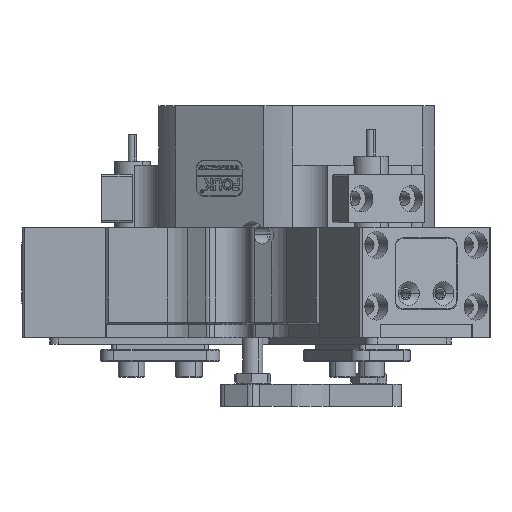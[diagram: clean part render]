
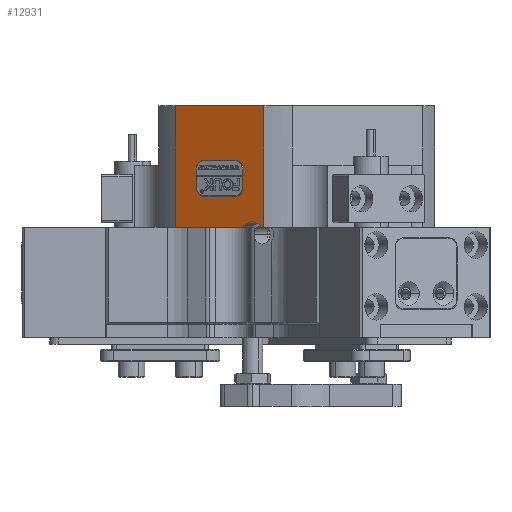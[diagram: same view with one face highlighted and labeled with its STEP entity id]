
A CAD part, front view. The second image highlights one B-rep face of the part: STEP entity #12931.
In plain terms, the highlighted planar face has unit normal (-0.5, -0.866, 0).
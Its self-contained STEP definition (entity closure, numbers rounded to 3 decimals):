
#277 = PLANE ( 'NONE',  #51190 ) ;
#1284 = VERTEX_POINT ( 'NONE', #6292 ) ;
#1580 = CARTESIAN_POINT ( 'NONE',  ( -10.408, -24.595, 104.642 ) ) ;
#2153 = VECTOR ( 'NONE', #31584, 1000. ) ;
#2579 = EDGE_CURVE ( 'NONE', #14105, #53024, #36588, .T. ) ;
#3264 = VERTEX_POINT ( 'NONE', #46915 ) ;
#3639 = EDGE_CURVE ( 'NONE', #33257, #39314, #11481, .T. ) ;
#4468 = VERTEX_POINT ( 'NONE', #15378 ) ;
#4632 = CIRCLE ( 'NONE', #23305, 2. ) ;
#5429 = DIRECTION ( 'NONE',  ( 0.866, -0.5, 0. ) ) ;
#5636 = CARTESIAN_POINT ( 'NONE',  ( -15.69, -21.545, 118.942 ) ) ;
#6064 = VERTEX_POINT ( 'NONE', #8335 ) ;
#6172 = VERTEX_POINT ( 'NONE', #32280 ) ;
#6292 = CARTESIAN_POINT ( 'NONE',  ( -5.665, -27.333, 91.442 ) ) ;
#6405 = ORIENTED_EDGE ( 'NONE', *, *, #8789, .F. ) ;
#6763 = FACE_OUTER_BOUND ( 'NONE', #53701, .T. ) ;
#8251 = ORIENTED_EDGE ( 'NONE', *, *, #23991, .F. ) ;
#8335 = CARTESIAN_POINT ( 'NONE',  ( -5.665, -27.333, 118.942 ) ) ;
#8789 = EDGE_CURVE ( 'NONE', #1284, #4468, #26165, .T. ) ;
#9515 = DIRECTION ( 'NONE',  ( -0.5, -0.866, 0. ) ) ;
#9639 = CARTESIAN_POINT ( 'NONE',  ( -12.14, -23.595, 98.442 ) ) ;
#9666 = VERTEX_POINT ( 'NONE', #1580 ) ;
#9891 = ORIENTED_EDGE ( 'NONE', *, *, #3639, .F. ) ;
#10694 = EDGE_LOOP ( 'NONE', ( #23167, #42230, #21760, #27080, #52268, #36392, #9891, #26535 ) ) ;
#10743 = VECTOR ( 'NONE', #47983, 1000. ) ;
#11076 = VECTOR ( 'NONE', #33532, 1000. ) ;
#11387 = EDGE_CURVE ( 'NONE', #13716, #54167, #23389, .T. ) ;
#11481 = LINE ( 'NONE', #16994, #31223 ) ;
#11933 = CARTESIAN_POINT ( 'NONE',  ( -12.14, -23.595, 104.642 ) ) ;
#12217 = CARTESIAN_POINT ( 'NONE',  ( -19.241, -19.495, 106.642 ) ) ;
#12242 = VECTOR ( 'NONE', #37856, 1000. ) ;
#12931 = ADVANCED_FACE ( 'NONE', ( #35084, #6763 ), #277, .F. ) ;
#13663 = DIRECTION ( 'NONE',  ( 0., 0., 1. ) ) ;
#13669 = ORIENTED_EDGE ( 'NONE', *, *, #38834, .T. ) ;
#13716 = VERTEX_POINT ( 'NONE', #31680 ) ;
#14105 = VERTEX_POINT ( 'NONE', #18900 ) ;
#15378 = CARTESIAN_POINT ( 'NONE',  ( -6.188, -27.031, 91.442 ) ) ;
#15769 = CARTESIAN_POINT ( 'NONE',  ( -19.241, -19.495, 100.442 ) ) ;
#16266 = DIRECTION ( 'NONE',  ( 0.866, -0.5, 0. ) ) ;
#16830 = VECTOR ( 'NONE', #16266, 1000. ) ;
#16994 = CARTESIAN_POINT ( 'NONE',  ( -20.973, -18.495, 104.642 ) ) ;
#17352 = VECTOR ( 'NONE', #33487, 1000. ) ;
#17604 = ORIENTED_EDGE ( 'NONE', *, *, #26350, .F. ) ;
#17763 = CARTESIAN_POINT ( 'NONE',  ( -19.241, -19.495, 104.642 ) ) ;
#18544 = CARTESIAN_POINT ( 'NONE',  ( -8.329, -25.795, 89.742 ) ) ;
#18900 = CARTESIAN_POINT ( 'NONE',  ( -19.241, -19.495, 98.442 ) ) ;
#18916 = DIRECTION ( 'NONE',  ( -0.5, -0.866, 0. ) ) ;
#19389 = ORIENTED_EDGE ( 'NONE', *, *, #38887, .T. ) ;
#19484 = CARTESIAN_POINT ( 'NONE',  ( -10.408, -24.595, 104.642 ) ) ;
#20416 = CARTESIAN_POINT ( 'NONE',  ( -10.47, -24.559, 91.442 ) ) ;
#21760 = ORIENTED_EDGE ( 'NONE', *, *, #27157, .F. ) ;
#21947 = CARTESIAN_POINT ( 'NONE',  ( 4.262, -33.065, 141.442 ) ) ;
#22550 = EDGE_CURVE ( 'NONE', #39314, #14105, #4632, .T. ) ;
#22792 = DIRECTION ( 'NONE',  ( 0.866, -0.5, 0. ) ) ;
#23167 = ORIENTED_EDGE ( 'NONE', *, *, #45954, .F. ) ;
#23295 = VERTEX_POINT ( 'NONE', #38327 ) ;
#23305 = AXIS2_PLACEMENT_3D ( 'NONE', #15769, #54262, #53523 ) ;
#23389 = LINE ( 'NONE', #38970, #12242 ) ;
#23803 = CARTESIAN_POINT ( 'NONE',  ( -5.665, -27.333, 69.442 ) ) ;
#23991 = EDGE_CURVE ( 'NONE', #4468, #28326, #32740, .T. ) ;
#24033 = AXIS2_PLACEMENT_3D ( 'NONE', #18544, #18916, #22792 ) ;
#24171 = EDGE_CURVE ( 'NONE', #9666, #6172, #53168, .T. ) ;
#25625 = DIRECTION ( 'NONE',  ( 0., 0., -1. ) ) ;
#26165 = LINE ( 'NONE', #54539, #11076 ) ;
#26350 = EDGE_CURVE ( 'NONE', #28326, #54167, #50274, .T. ) ;
#26535 = ORIENTED_EDGE ( 'NONE', *, *, #32978, .F. ) ;
#26553 = LINE ( 'NONE', #12217, #51634 ) ;
#27080 = ORIENTED_EDGE ( 'NONE', *, *, #42989, .F. ) ;
#27157 = EDGE_CURVE ( 'NONE', #3264, #9666, #54252, .T. ) ;
#28049 = CARTESIAN_POINT ( 'NONE',  ( -20.973, -18.495, 104.642 ) ) ;
#28224 = AXIS2_PLACEMENT_3D ( 'NONE', #17763, #9515, #5429 ) ;
#28326 = VERTEX_POINT ( 'NONE', #20416 ) ;
#28545 = VECTOR ( 'NONE', #13663, 1000. ) ;
#31223 = VECTOR ( 'NONE', #25625, 1000. ) ;
#31411 = AXIS2_PLACEMENT_3D ( 'NONE', #37534, #46382, #50947 ) ;
#31584 = DIRECTION ( 'NONE',  ( 0., 0., 1. ) ) ;
#31680 = CARTESIAN_POINT ( 'NONE',  ( -25.715, -15.757, 118.942 ) ) ;
#32280 = CARTESIAN_POINT ( 'NONE',  ( -12.14, -23.595, 106.642 ) ) ;
#32370 = DIRECTION ( 'NONE',  ( -0.866, 0.5, 0. ) ) ;
#32539 = AXIS2_PLACEMENT_3D ( 'NONE', #11933, #48930, #32370 ) ;
#32740 = CIRCLE ( 'NONE', #24033, 3. ) ;
#32978 = EDGE_CURVE ( 'NONE', #23295, #33257, #35776, .T. ) ;
#33059 = CARTESIAN_POINT ( 'NONE',  ( -25.715, -15.757, 91.442 ) ) ;
#33126 = LINE ( 'NONE', #23803, #2153 ) ;
#33257 = VERTEX_POINT ( 'NONE', #28049 ) ;
#33487 = DIRECTION ( 'NONE',  ( -0.866, 0.5, 0. ) ) ;
#33532 = DIRECTION ( 'NONE',  ( -0.866, 0.5, 0. ) ) ;
#34696 = DIRECTION ( 'NONE',  ( -0.866, 0.5, 0. ) ) ;
#35084 = FACE_BOUND ( 'NONE', #10694, .T. ) ;
#35776 = CIRCLE ( 'NONE', #28224, 2. ) ;
#36392 = ORIENTED_EDGE ( 'NONE', *, *, #22550, .F. ) ;
#36588 = LINE ( 'NONE', #37055, #16830 ) ;
#37055 = CARTESIAN_POINT ( 'NONE',  ( -19.241, -19.495, 98.442 ) ) ;
#37534 = CARTESIAN_POINT ( 'NONE',  ( -12.14, -23.595, 100.442 ) ) ;
#37596 = DIRECTION ( 'NONE',  ( -0.866, 0.5, 0. ) ) ;
#37856 = DIRECTION ( 'NONE',  ( 0., 0., -1. ) ) ;
#38327 = CARTESIAN_POINT ( 'NONE',  ( -19.241, -19.495, 106.642 ) ) ;
#38737 = CIRCLE ( 'NONE', #31411, 2. ) ;
#38814 = ORIENTED_EDGE ( 'NONE', *, *, #11387, .T. ) ;
#38834 = EDGE_CURVE ( 'NONE', #6064, #13716, #54216, .T. ) ;
#38887 = EDGE_CURVE ( 'NONE', #1284, #6064, #33126, .T. ) ;
#38970 = CARTESIAN_POINT ( 'NONE',  ( -25.715, -15.757, 69.442 ) ) ;
#39314 = VERTEX_POINT ( 'NONE', #51236 ) ;
#42230 = ORIENTED_EDGE ( 'NONE', *, *, #24171, .F. ) ;
#42989 = EDGE_CURVE ( 'NONE', #53024, #3264, #38737, .T. ) ;
#45954 = EDGE_CURVE ( 'NONE', #6172, #23295, #26553, .T. ) ;
#46382 = DIRECTION ( 'NONE',  ( -0.5, -0.866, 0. ) ) ;
#46915 = CARTESIAN_POINT ( 'NONE',  ( -10.408, -24.595, 100.442 ) ) ;
#47560 = DIRECTION ( 'NONE',  ( 0.5, 0.866, 0. ) ) ;
#47983 = DIRECTION ( 'NONE',  ( -0.866, 0.5, 0. ) ) ;
#48930 = DIRECTION ( 'NONE',  ( -0.5, -0.866, 0. ) ) ;
#50274 = LINE ( 'NONE', #50596, #17352 ) ;
#50596 = CARTESIAN_POINT ( 'NONE',  ( -6.09, -27.088, 91.442 ) ) ;
#50947 = DIRECTION ( 'NONE',  ( 0.866, -0.5, 0. ) ) ;
#51190 = AXIS2_PLACEMENT_3D ( 'NONE', #21947, #47560, #34696 ) ;
#51236 = CARTESIAN_POINT ( 'NONE',  ( -20.973, -18.495, 100.442 ) ) ;
#51634 = VECTOR ( 'NONE', #37596, 1000. ) ;
#52268 = ORIENTED_EDGE ( 'NONE', *, *, #2579, .F. ) ;
#53024 = VERTEX_POINT ( 'NONE', #9639 ) ;
#53168 = CIRCLE ( 'NONE', #32539, 2. ) ;
#53523 = DIRECTION ( 'NONE',  ( 0.866, -0.5, 0. ) ) ;
#53701 = EDGE_LOOP ( 'NONE', ( #17604, #8251, #6405, #19389, #13669, #38814 ) ) ;
#54167 = VERTEX_POINT ( 'NONE', #33059 ) ;
#54216 = LINE ( 'NONE', #5636, #10743 ) ;
#54252 = LINE ( 'NONE', #19484, #28545 ) ;
#54262 = DIRECTION ( 'NONE',  ( -0.5, -0.866, 0. ) ) ;
#54539 = CARTESIAN_POINT ( 'NONE',  ( -6.09, -27.088, 91.442 ) ) ;
